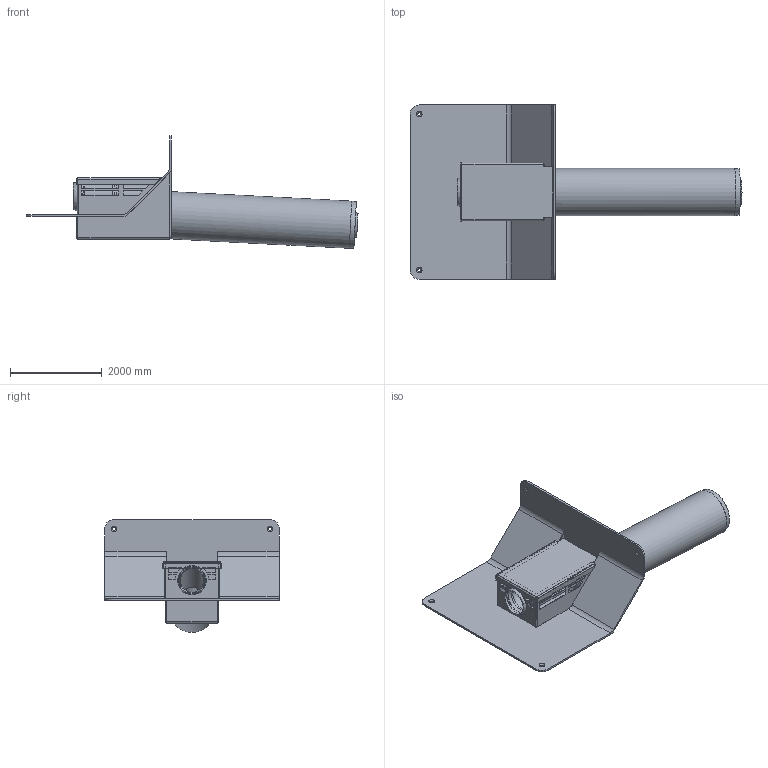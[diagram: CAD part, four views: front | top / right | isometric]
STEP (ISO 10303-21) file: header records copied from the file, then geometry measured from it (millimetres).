
FILE_DESCRIPTION(/* description */ (''),/* implementation_level */ '2;1');
FILE_NAME(/* name */ '13471.100X_3D.stp',/* time_stamp */ '2024-12-11T14:46:49+01:00',/* author */ ('CAD'),/* organization */ (''),/* preprocessor_version */ 'ST-DEVELOPER v20',/* originating_system */ 'AutoCAD Mechanical',/* authorisation */ '');
FILE_SCHEMA (('AUTOMOTIVE_DESIGN { 1 0 10303 214 3 1 1 }'));
Length unit declared in the file: centimetre
Products named in the file (2): Product; *S0
Assembly tree (1 placements, depth 2):
  Product
    *S0
Bounding box: 7234.58 x 3800 x 2454.27 mm (x, y, z)
Volume: 1132016614.4 mm3; surface area: 100668532.7 mm2
Topology: 8 solids, 8 shells, 269 faces, 694 edges, 436 vertices
Faces by surface type: plane 158, cylinder 76, cone 12, bspline 8, sphere 8, torus 7
Full cylindrical faces by diameter (mm): 60 x2, 66 x4, 510 x3, 530 x3, 558 x1, 578 x1, 598 x1, 618 x1, 625 x1, 1000 x1, 1030 x1
Entity records: 8389 total; most frequent: CARTESIAN_POINT 1590, DIRECTION 1427, ORIENTED_EDGE 1388, EDGE_CURVE 694, AXIS2_PLACEMENT_3D 485, LINE 457, VECTOR 457, VERTEX_POINT 436
